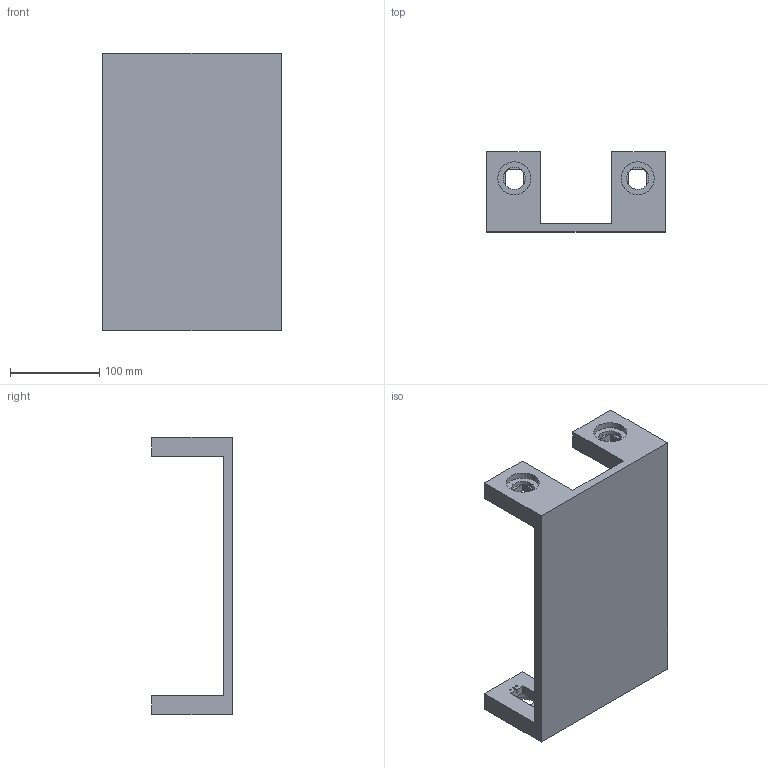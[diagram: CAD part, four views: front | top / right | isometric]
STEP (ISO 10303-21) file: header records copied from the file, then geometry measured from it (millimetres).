
FILE_DESCRIPTION((''),'2;1');
FILE_NAME('MAIN-FRAME','2023-07-10T22:46:48',('Lenovo'),(''),'CREO PARAMETRIC BY PTC INC, 2022073','CREO PARAMETRIC BY PTC INC, 2022073','');
FILE_SCHEMA(('CONFIG_CONTROL_DESIGN'));
Length unit declared in the file: millimetre
Products named in the file (1): MAIN-FRAME
Bounding box: 200 x 90 x 310 mm (x, y, z)
Volume: 956545.8 mm3; surface area: 193012.3 mm2
Topology: 1 solids, 1 shells, 158 faces, 384 edges, 248 vertices
Faces by surface type: plane 110, cylinder 48
Entity records: 4670 total; most frequent: DIRECTION 820, CARTESIAN_POINT 790, ORIENTED_EDGE 768, EDGE_CURVE 384, AXIS2_PLACEMENT_3D 278, VECTOR 264, LINE 264, VERTEX_POINT 248
